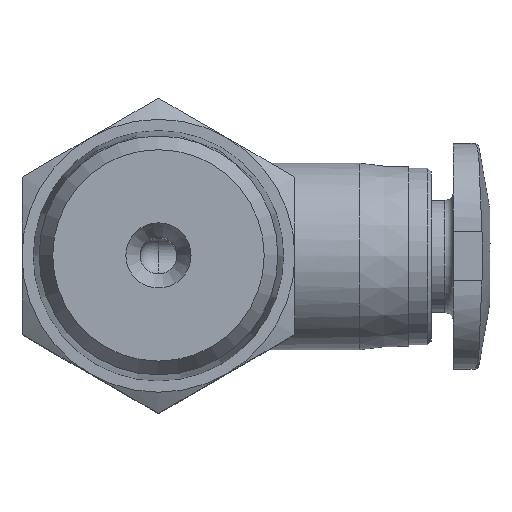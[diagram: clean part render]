
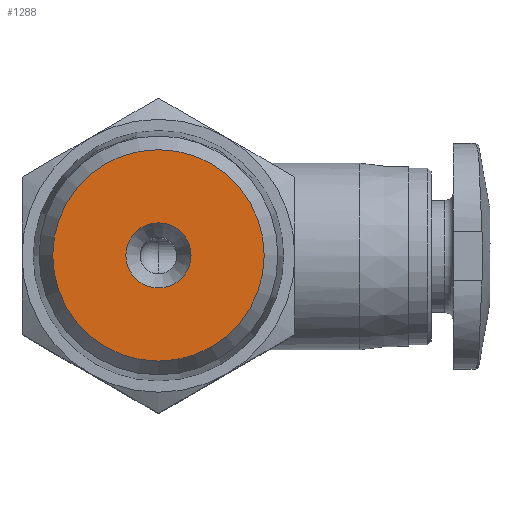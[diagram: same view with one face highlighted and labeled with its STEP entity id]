
A CAD part, top view. The second image highlights one B-rep face of the part: STEP entity #1288.
In plain terms, the highlighted planar face has unit normal (0, 0, 1).
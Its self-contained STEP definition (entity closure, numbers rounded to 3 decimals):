
#141=CIRCLE('',#1388,1.327);
#142=CIRCLE('',#1389,4.305);
#302=ORIENTED_EDGE('',*,*,#501,.F.);
#303=ORIENTED_EDGE('',*,*,#502,.T.);
#501=EDGE_CURVE('',#599,#599,#141,.T.);
#502=EDGE_CURVE('',#600,#600,#142,.T.);
#599=VERTEX_POINT('',#2024);
#600=VERTEX_POINT('',#2026);
#689=EDGE_LOOP('',(#302));
#690=EDGE_LOOP('',(#303));
#771=FACE_BOUND('',#689,.T.);
#772=FACE_BOUND('',#690,.T.);
#827=PLANE('',#1387);
#1288=ADVANCED_FACE('',(#771,#772),#827,.F.);
#1387=AXIS2_PLACEMENT_3D('',#2022,#1584,#1585);
#1388=AXIS2_PLACEMENT_3D('',#2023,#1586,#1587);
#1389=AXIS2_PLACEMENT_3D('',#2025,#1588,#1589);
#1584=DIRECTION('',(0.,0.,-1.));
#1585=DIRECTION('',(-1.,0.,0.));
#1586=DIRECTION('',(0.,0.,1.));
#1587=DIRECTION('',(1.,0.,0.));
#1588=DIRECTION('',(0.,0.,1.));
#1589=DIRECTION('',(1.,0.,0.));
#2022=CARTESIAN_POINT('',(4.305,0.,24.4));
#2023=CARTESIAN_POINT('',(0.,0.,24.4));
#2024=CARTESIAN_POINT('',(1.327,0.,24.4));
#2025=CARTESIAN_POINT('',(0.,0.,24.4));
#2026=CARTESIAN_POINT('',(4.305,0.,24.4));
